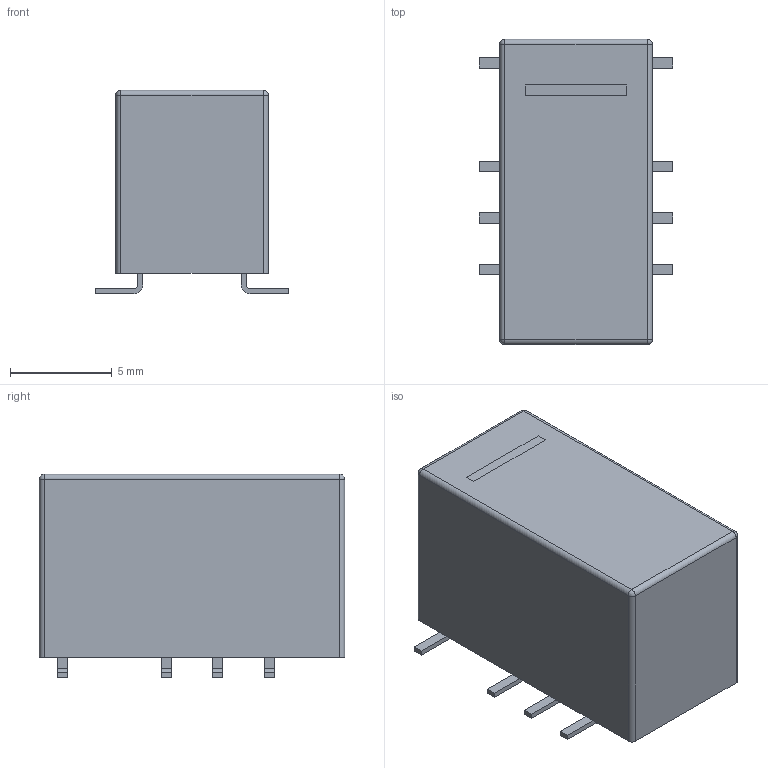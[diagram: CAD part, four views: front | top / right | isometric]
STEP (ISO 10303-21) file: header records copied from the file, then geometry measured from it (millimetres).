
FILE_DESCRIPTION(/* description */ ('model of Relay_DPDT_Kemet_EE2_NU'),/* implementation_level */ '2;1');
FILE_NAME(/* name */ 'Relay_DPDT_Kemet_EE2_NU.step',/* time_stamp */ '2024-10-17T23:44:12',/* author */ ('KiCAD','kicad'),/* organization */ ('OCCT'),/* preprocessor_version */ '',/* originating_system */ 'KiCAD',/* authorisation */ '');
FILE_SCHEMA(('AUTOMOTIVE_DESIGN { 1 0 10303 214 1 1 1 1 }'));
Length unit declared in the file: millimetre
Products named in the file (1): Relay_DPDT_Kemet_EE2_NU
Bounding box: 9.5 x 15 x 10 mm (x, y, z)
Volume: 1014.4 mm3; surface area: 656.6 mm2
Topology: 1 solids, 1 shells, 91 faces, 236 edges, 152 vertices
Faces by surface type: plane 63, cylinder 24, sphere 4
Entity records: 3563 total; most frequent: CARTESIAN_POINT 476, DIRECTION 464, ORIENTED_EDGE 464, EDGE_CURVE 232, LINE 184, VECTOR 184, VERTEX_POINT 152, AXIS2_PLACEMENT_3D 140
